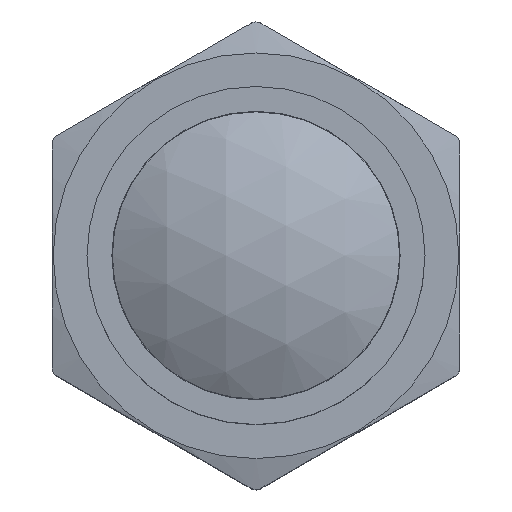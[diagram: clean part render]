
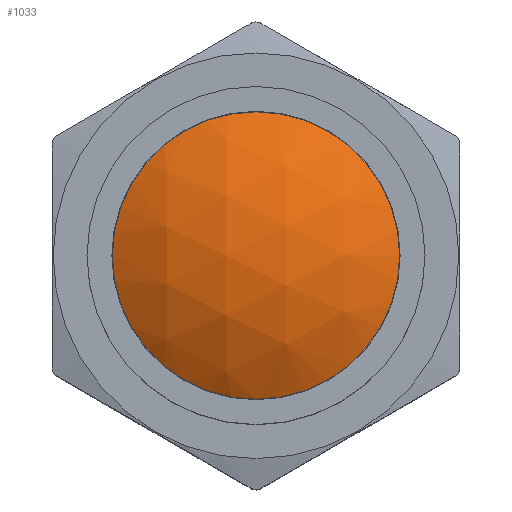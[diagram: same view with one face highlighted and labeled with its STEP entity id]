
A CAD part, top view. The second image highlights one B-rep face of the part: STEP entity #1033.
In plain terms, the highlighted spherical face has radius 26.882 mm.
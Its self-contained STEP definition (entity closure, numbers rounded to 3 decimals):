
#12=SPHERICAL_SURFACE($,#1116,26.882);
#255=FACE_OUTER_BOUND($,#333,.T.);
#333=EDGE_LOOP($,(#799));
#386=CIRCLE($,#1115,14.45);
#466=VERTEX_POINT($,#1855);
#585=EDGE_CURVE($,#466,#466,#386,.T.);
#799=ORIENTED_EDGE($,*,*,#585,.T.);
#1033=ADVANCED_FACE($,(#255),#12,.T.);
#1115=AXIS2_PLACEMENT_3D($,#1856,#1291,#1292);
#1116=AXIS2_PLACEMENT_3D($,#1857,#1293,#1294);
#1291=DIRECTION('center_axis',(0.,0.,
1.));
#1292=DIRECTION('ref_axis',(1.,0.,0.));
#1293=DIRECTION('center_axis',(-1.,0.,0.));
#1294=DIRECTION('ref_axis',(0.,0.,
1.));
#1855=CARTESIAN_POINT('',(-14.45,0.,89.986));
#1856=CARTESIAN_POINT('Origin',(0.,0.,
89.986));
#1857=CARTESIAN_POINT('Origin',(0.,0.,
67.318));
